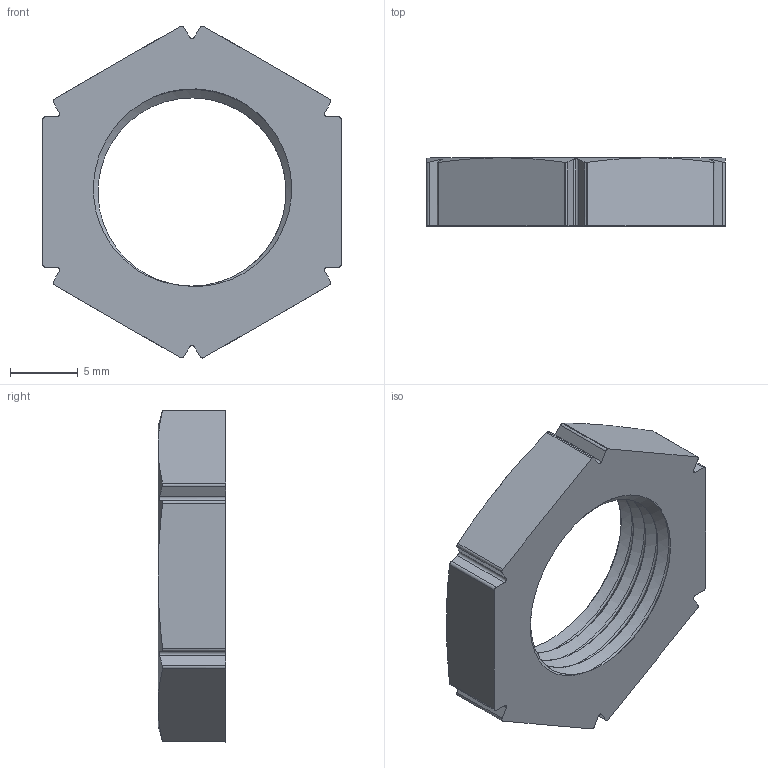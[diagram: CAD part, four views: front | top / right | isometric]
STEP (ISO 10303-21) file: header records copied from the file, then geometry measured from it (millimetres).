
FILE_DESCRIPTION (( 'STEP AP203' ), '1' );
FILE_NAME ('3697.STEP', '2024-10-07T13:59:56', ( '' ), ( '' ), 'SwSTEP 2.0', 'SolidWorks 2022', '' );
FILE_SCHEMA (( 'CONFIG_CONTROL_DESIGN' ));
Length unit declared in the file: millimetre
Products named in the file (1): 3697
Bounding box: 22 x 5 x 24.46 mm (x, y, z)
Volume: 1222.7 mm3; surface area: 1222.1 mm2
Topology: 1 solids, 1 shells, 59 faces, 166 edges, 110 vertices
Faces by surface type: cylinder 29, plane 20, cone 7, bspline 3
Entity records: 3319 total; most frequent: CARTESIAN_POINT 1858, ORIENTED_EDGE 330, DIRECTION 239, EDGE_CURVE 165, VERTEX_POINT 108, AXIS2_PLACEMENT_3D 87, VECTOR 65, LINE 65
